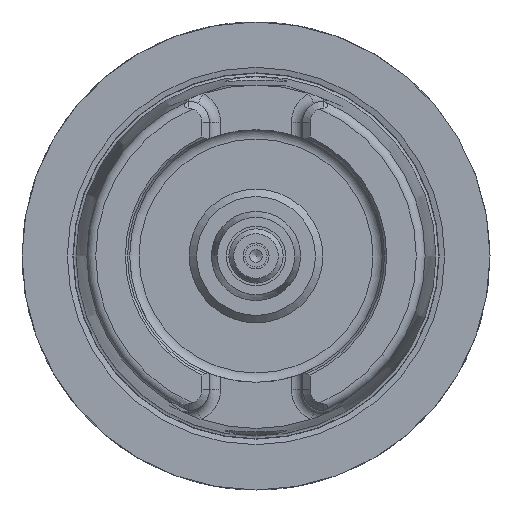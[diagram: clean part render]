
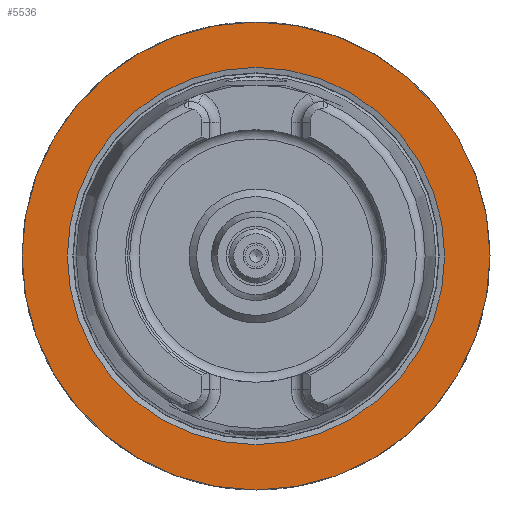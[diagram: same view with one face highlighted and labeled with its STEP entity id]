
A CAD part, left-side view. The second image highlights one B-rep face of the part: STEP entity #5536.
In plain terms, the highlighted planar face has unit normal (-1, 0, 0).
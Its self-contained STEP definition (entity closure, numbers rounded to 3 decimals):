
#4727=CARTESIAN_POINT('',(0.0,31.5,0.0));
#4728=VERTEX_POINT('',#4727);
#4729=CARTESIAN_POINT('',(0.0,0.0,0.0));
#4730=DIRECTION('',(1.0,0.0,0.0));
#4731=DIRECTION('',(0.0,1.0,0.0));
#4732=AXIS2_PLACEMENT_3D('',#4729,#4730,#4731);
#4733=CIRCLE('',#4732,31.5);
#4734=EDGE_CURVE('',#4728,#4728,#4733,.T.);
#5510=CARTESIAN_POINT('',(0.0,25.4,0.0));
#5511=VERTEX_POINT('',#5510);
#5512=CARTESIAN_POINT('',(0.0,0.0,0.0));
#5513=DIRECTION('',(1.0,0.0,0.0));
#5514=DIRECTION('',(0.0,1.0,0.0));
#5515=AXIS2_PLACEMENT_3D('',#5512,#5513,#5514);
#5516=CIRCLE('',#5515,25.4);
#5517=EDGE_CURVE('',#5511,#5511,#5516,.T.);
#5525=CARTESIAN_POINT('',(0.0,28.45,0.0));
#5526=DIRECTION('',(-1.0,0.0,0.0));
#5527=DIRECTION('',(0.0,0.0,1.0));
#5528=AXIS2_PLACEMENT_3D('',#5525,#5526,#5527);
#5529=PLANE('',#5528);
#5530=ORIENTED_EDGE('',*,*,#4734,.F.);
#5531=EDGE_LOOP('',(#5530));
#5532=FACE_OUTER_BOUND('',#5531,.T.);
#5533=ORIENTED_EDGE('',*,*,#5517,.T.);
#5534=EDGE_LOOP('',(#5533));
#5535=FACE_BOUND('',#5534,.T.);
#5536=ADVANCED_FACE('',(#5532,#5535),#5529,.T.);
